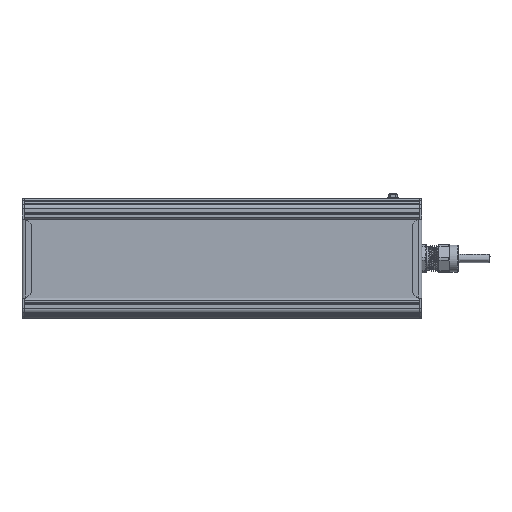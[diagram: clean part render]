
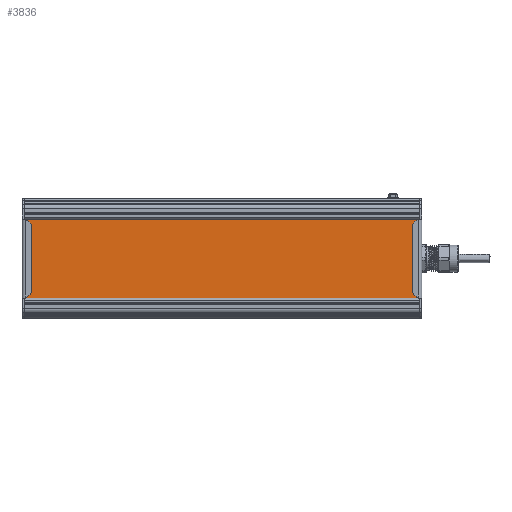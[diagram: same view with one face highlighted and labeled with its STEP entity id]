
A CAD part, front view. The second image highlights one B-rep face of the part: STEP entity #3836.
In plain terms, the highlighted face is planar.
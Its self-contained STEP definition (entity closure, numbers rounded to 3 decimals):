
#3836=ADVANCED_FACE('',(#10440),#10442,.T.);
#10440=FACE_BOUND('',#10441,.T.);
#10441=EDGE_LOOP('',(#35841,#35842,#35843,#35844));
#10442=PLANE('',#10443);
#10443=AXIS2_PLACEMENT_3D('',#10444,#10445,#10446);
#10444=CARTESIAN_POINT('',(120.465,593.492,117.308));
#10445=DIRECTION('',(0.,0.,-1.));
#10446=DIRECTION('',(0.,1.,0.));
#35841=ORIENTED_EDGE('',*,*,#41722,.T.);
#35842=ORIENTED_EDGE('',*,*,#41721,.T.);
#35843=ORIENTED_EDGE('',*,*,#41723,.F.);
#35844=ORIENTED_EDGE('',*,*,#41724,.F.);
#41721=EDGE_CURVE('',#45728,#45733,#45735,.T.);
#41722=EDGE_CURVE('',#45736,#45728,#45737,.T.);
#41723=EDGE_CURVE('',#45738,#45733,#45739,.T.);
#41724=EDGE_CURVE('',#45736,#45738,#45740,.T.);
#45728=VERTEX_POINT('',#57255);
#45733=VERTEX_POINT('',#57264);
#45735=LINE('',#57268,#57269);
#45736=VERTEX_POINT('',#57271);
#45737=LINE('',#57272,#57273);
#45738=VERTEX_POINT('',#57275);
#45739=LINE('',#57276,#57277);
#45740=LINE('',#57279,#57280);
#57255=CARTESIAN_POINT('',(120.465,679.838,117.308));
#57264=CARTESIAN_POINT('',(491.465,679.838,117.308));
#57268=CARTESIAN_POINT('',(120.465,679.838,117.308));
#57269=VECTOR('',#57270,1.);
#57270=DIRECTION('',(1.,0.,0.));
#57271=CARTESIAN_POINT('',(120.465,593.492,117.308));
#57272=CARTESIAN_POINT('',(120.465,593.492,117.308));
#57273=VECTOR('',#57274,1.);
#57274=DIRECTION('',(0.,1.,0.));
#57275=CARTESIAN_POINT('',(491.465,593.492,117.308));
#57276=CARTESIAN_POINT('',(491.465,593.492,117.308));
#57277=VECTOR('',#57278,1.);
#57278=DIRECTION('',(0.,1.,0.));
#57279=CARTESIAN_POINT('',(120.465,593.492,117.308));
#57280=VECTOR('',#57281,1.);
#57281=DIRECTION('',(1.,0.,0.));
